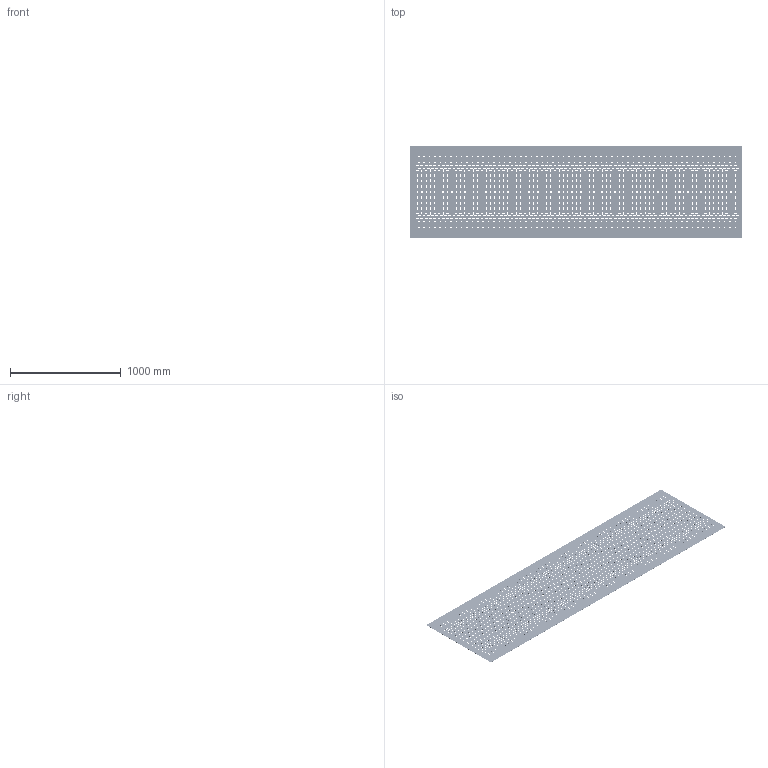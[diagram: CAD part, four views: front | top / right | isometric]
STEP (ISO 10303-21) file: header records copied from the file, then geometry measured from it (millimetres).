
FILE_DESCRIPTION (( 'STEP AP203' ), '1' );
FILE_NAME ('UDM 309.STEP', '2015-03-30T13:11:56', ( '' ), ( '' ), 'SwSTEP 2.0', 'SolidWorks 2014', '' );
FILE_SCHEMA (( 'CONFIG_CONTROL_DESIGN' ));
Products named in the file (1): UDM 309
Bounding box: 3000 x 825 x 1 mm (x, y, z)
Volume: 2263717.6 mm3; surface area: 4609134.4 mm2
Topology: 1 solids, 1 shells, 6036 faces, 18102 edges, 12068 vertices
Faces by surface type: cylinder 3420, plane 2616
Entity records: 211403 total; most frequent: DIRECTION 37016, CARTESIAN_POINT 36207, ORIENTED_EDGE 36204, EDGE_CURVE 18102, AXIS2_PLACEMENT_3D 12877, VERTEX_POINT 12068, VECTOR 11262, LINE 11262
